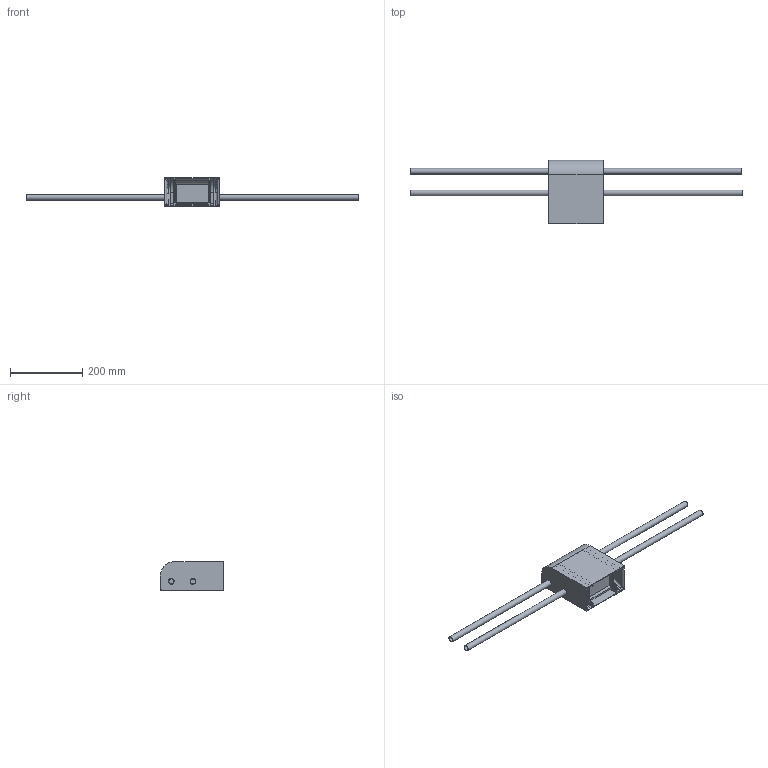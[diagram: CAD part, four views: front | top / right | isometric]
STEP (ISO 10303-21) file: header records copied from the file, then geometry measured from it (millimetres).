
FILE_DESCRIPTION(/* description */ (''),/* implementation_level */ '2;1');
FILE_NAME(/* name */ '',/* time_stamp */ '2025-10-31T08:26:58+09:00',/* author */ (''),/* organization */ (''),/* preprocessor_version */ 'ST-DEVELOPER v20.1',/* originating_system */ 'Autodesk Translation Framework v14.17.0.0',/* authorisation */ '');
FILE_SCHEMA (('AUTOMOTIVE_DESIGN { 1 0 10303 214 3 1 1 }'));
Length unit declared in the file: millimetre
Products named in the file (3): フレーム; (Unsaved); パイプ
Assembly tree (5 placements, depth 2):
  フレーム
    パイプ  x4
    (Unsaved)
Bounding box: 920 x 175 x 80 mm (x, y, z)
Volume: 691819.5 mm3; surface area: 417143.7 mm2
Topology: 6 solids, 6 shells, 208 faces, 472 edges, 297 vertices
Faces by surface type: plane 99, cylinder 89, torus 12, bspline 8
Full cylindrical faces by diameter (mm): 3.2 x4, 3.4 x8, 3.74 x8, 6 x8, 14 x4, 16 x8
Entity records: 5924 total; most frequent: CARTESIAN_POINT 1186, DIRECTION 1017, ORIENTED_EDGE 908, EDGE_CURVE 454, AXIS2_PLACEMENT_3D 372, VERTEX_POINT 285, LINE 273, VECTOR 273
